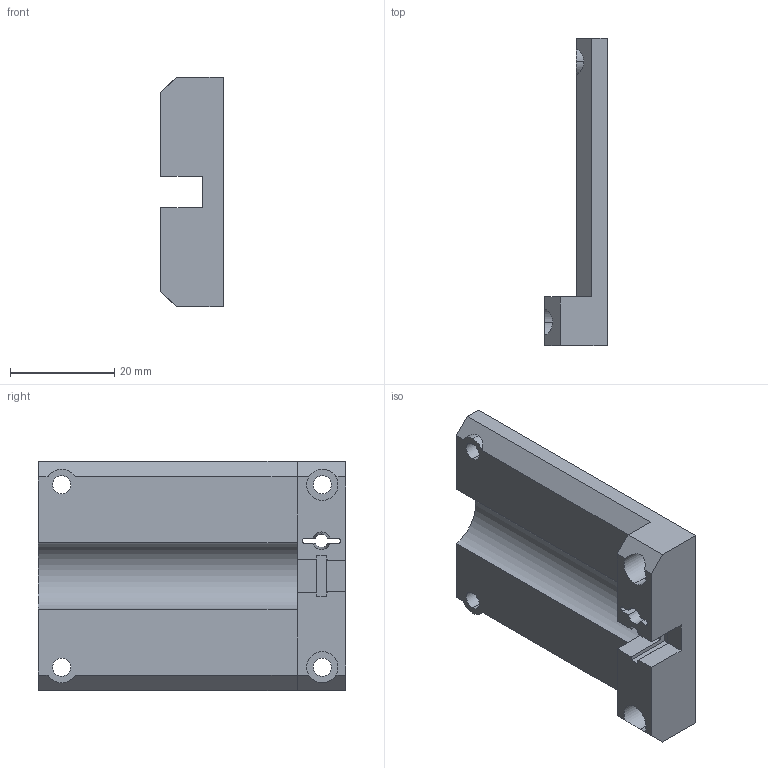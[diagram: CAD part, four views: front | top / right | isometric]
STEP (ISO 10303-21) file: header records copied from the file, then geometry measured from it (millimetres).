
FILE_DESCRIPTION (( 'STEP AP214' ), '1' );
FILE_NAME ('Needle Mount.STEP', '2024-12-03T17:06:51', ( '' ), ( '' ), 'SwSTEP 2.0', 'SolidWorks 2024', '' );
FILE_SCHEMA (( 'AUTOMOTIVE_DESIGN' ));
Length unit declared in the file: millimetre
Products named in the file (1): Needle Mount
Bounding box: 12 x 59 x 44 mm (x, y, z)
Volume: 13817.6 mm3; surface area: 7787.1 mm2
Topology: 1 solids, 1 shells, 56 faces, 162 edges, 108 vertices
Faces by surface type: plane 35, cylinder 18, cone 3
Entity records: 1892 total; most frequent: CARTESIAN_POINT 360, ORIENTED_EDGE 324, DIRECTION 304, EDGE_CURVE 162, LINE 112, VECTOR 112, VERTEX_POINT 108, AXIS2_PLACEMENT_3D 96
